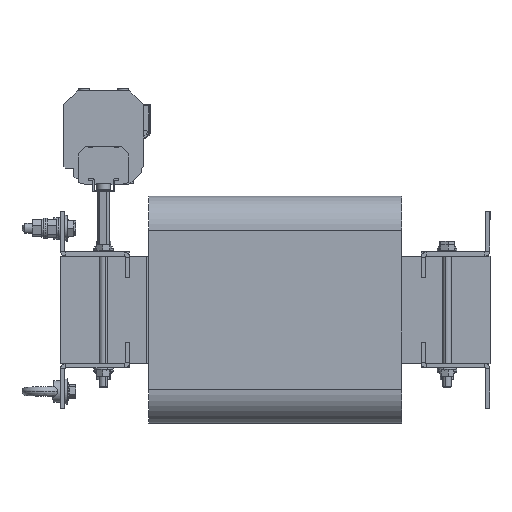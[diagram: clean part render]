
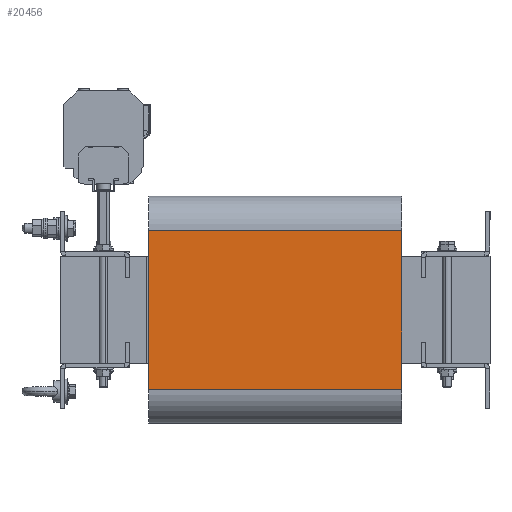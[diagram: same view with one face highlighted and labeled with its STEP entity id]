
A CAD part, left-side view. The second image highlights one B-rep face of the part: STEP entity #20456.
In plain terms, the highlighted planar face has unit normal (-1, 0, 0).
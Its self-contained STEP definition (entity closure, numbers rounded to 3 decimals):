
#682 = CARTESIAN_POINT ( 'NONE',  ( -284., 147.5, 92.5 ) ) ;
#1403 = ORIENTED_EDGE ( 'NONE', *, *, #37156, .F. ) ;
#1616 = LINE ( 'NONE', #6369, #8433 ) ;
#2916 = ORIENTED_EDGE ( 'NONE', *, *, #3194, .F. ) ;
#3194 = EDGE_CURVE ( 'NONE', #9623, #32972, #9784, .T. ) ;
#6369 = CARTESIAN_POINT ( 'NONE',  ( -284., -147.5, 0. ) ) ;
#8433 = VECTOR ( 'NONE', #29825, 1000. ) ;
#8578 = ORIENTED_EDGE ( 'NONE', *, *, #18668, .T. ) ;
#9149 = EDGE_CURVE ( 'NONE', #9623, #36027, #10715, .T. ) ;
#9623 = VERTEX_POINT ( 'NONE', #40782 ) ;
#9784 = LINE ( 'NONE', #15445, #11900 ) ;
#10602 = CARTESIAN_POINT ( 'NONE',  ( -284., 147.5, -92.5 ) ) ;
#10715 = LINE ( 'NONE', #10602, #23316 ) ;
#11900 = VECTOR ( 'NONE', #38917, 1000. ) ;
#15397 = AXIS2_PLACEMENT_3D ( 'NONE', #18661, #35678, #25397 ) ;
#15445 = CARTESIAN_POINT ( 'NONE',  ( -284., 147.5, 0. ) ) ;
#15787 = ORIENTED_EDGE ( 'NONE', *, *, #9149, .T. ) ;
#18661 = CARTESIAN_POINT ( 'NONE',  ( -284., 147.5, 0. ) ) ;
#18668 = EDGE_CURVE ( 'NONE', #36027, #28996, #1616, .T. ) ;
#19296 = EDGE_LOOP ( 'NONE', ( #8578, #1403, #2916, #15787 ) ) ;
#20456 = ADVANCED_FACE ( 'NONE', ( #31310 ), #35828, .F. ) ;
#22663 = DIRECTION ( 'NONE',  ( 0., -1., 0. ) ) ;
#23316 = VECTOR ( 'NONE', #34360, 1000. ) ;
#25397 = DIRECTION ( 'NONE',  ( 0., 0., -1. ) ) ;
#25409 = LINE ( 'NONE', #33075, #38543 ) ;
#28665 = CARTESIAN_POINT ( 'NONE',  ( -284., -147.5, 92.5 ) ) ;
#28996 = VERTEX_POINT ( 'NONE', #28665 ) ;
#29825 = DIRECTION ( 'NONE',  ( 0., 0., 1. ) ) ;
#31310 = FACE_OUTER_BOUND ( 'NONE', #19296, .T. ) ;
#32972 = VERTEX_POINT ( 'NONE', #682 ) ;
#33075 = CARTESIAN_POINT ( 'NONE',  ( -284., 147.5, 92.5 ) ) ;
#34360 = DIRECTION ( 'NONE',  ( 0., -1., 0. ) ) ;
#35678 = DIRECTION ( 'NONE',  ( 1., 0., 0. ) ) ;
#35828 = PLANE ( 'NONE',  #15397 ) ;
#36027 = VERTEX_POINT ( 'NONE', #37923 ) ;
#37156 = EDGE_CURVE ( 'NONE', #32972, #28996, #25409, .T. ) ;
#37923 = CARTESIAN_POINT ( 'NONE',  ( -284., -147.5, -92.5 ) ) ;
#38543 = VECTOR ( 'NONE', #22663, 1000. ) ;
#38917 = DIRECTION ( 'NONE',  ( 0., 0., 1. ) ) ;
#40782 = CARTESIAN_POINT ( 'NONE',  ( -284., 147.5, -92.5 ) ) ;
